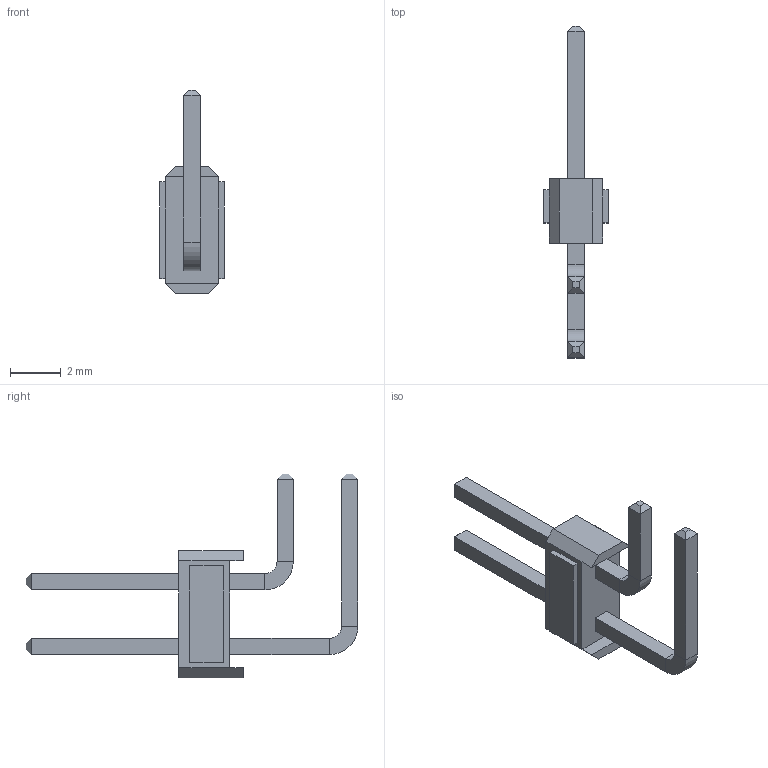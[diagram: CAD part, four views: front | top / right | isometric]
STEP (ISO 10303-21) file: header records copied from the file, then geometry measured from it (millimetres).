
FILE_DESCRIPTION (( 'STEP AP214' ), '1' );
FILE_NAME ('PLDR-02.STEP', '2019-07-02T20:29:24', ( '' ), ( '' ), 'SwSTEP 2.0', 'SolidWorks 2018', '' );
FILE_SCHEMA (( 'AUTOMOTIVE_DESIGN' ));
Length unit declared in the file: millimetre
Products named in the file (1): PLDR-02
Bounding box: 2.54 x 13.04 x 8 mm (x, y, z)
Volume: 35.1 mm3; surface area: 129.6 mm2
Topology: 1 solids, 1 shells, 76 faces, 168 edges, 100 vertices
Faces by surface type: plane 72, cylinder 4
Entity records: 2882 total; most frequent: CARTESIAN_POINT 345, ORIENTED_EDGE 336, DIRECTION 330, EDGE_CURVE 168, VECTOR 160, LINE 160, VERTEX_POINT 100, AXIS2_PLACEMENT_3D 85
